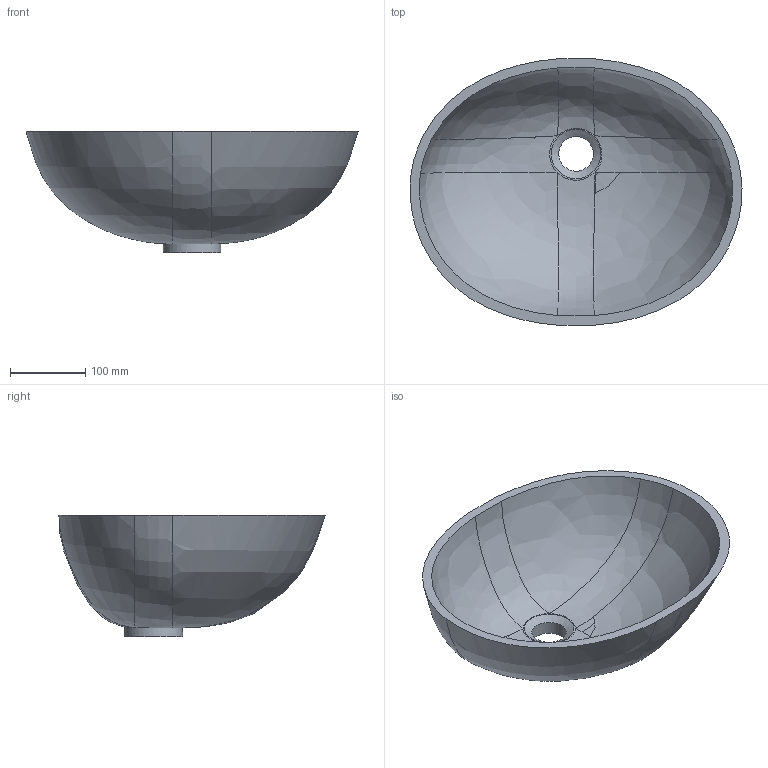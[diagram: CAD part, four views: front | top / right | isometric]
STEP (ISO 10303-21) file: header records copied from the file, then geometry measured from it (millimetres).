
FILE_DESCRIPTION(/* description */ (''),/* implementation_level */ '2;1');
FILE_NAME(/* name */ '8101',/* time_stamp */ '2018-11-25T13:49:03+08:00',/* author */ (''),/* organization */ (''),/* preprocessor_version */ 'ST-DEVELOPER v9',/* originating_system */ 'UGS - NX 4.0',/* authorisation */ '');
FILE_SCHEMA (('CONFIG_CONTROL_DESIGN'));
Length unit declared in the file: millimetre
Products named in the file (1): Admi3E0722qj
Bounding box: 441.99 x 354.25 x 162 mm (x, y, z)
Volume: 2365370.8 mm3; surface area: 410714.9 mm2
Topology: 1 solids, 1 shells, 22 faces, 57 edges, 33 vertices
Faces by surface type: bspline 16, plane 3, cylinder 2, cone 1
Full cylindrical faces by diameter (mm): 46 x1, 77 x1
Entity records: 24615 total; most frequent: CARTESIAN_POINT 24168, ORIENTED_EDGE 96, EDGE_CURVE 48, B_SPLINE_CURVE_WITH_KNOTS 44, VERTEX_POINT 32, EDGE_LOOP 28, ADVANCED_FACE 22, DIRECTION 22
